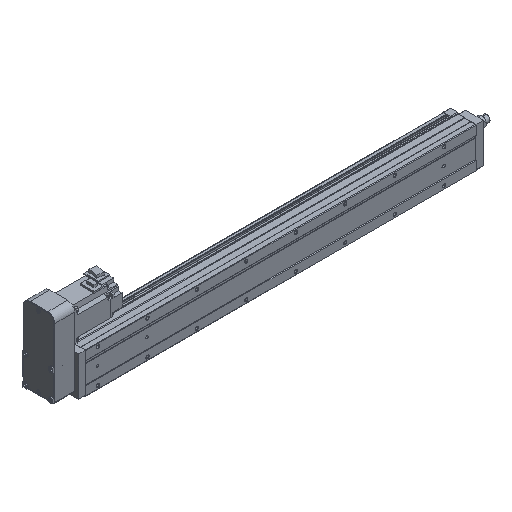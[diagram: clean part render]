
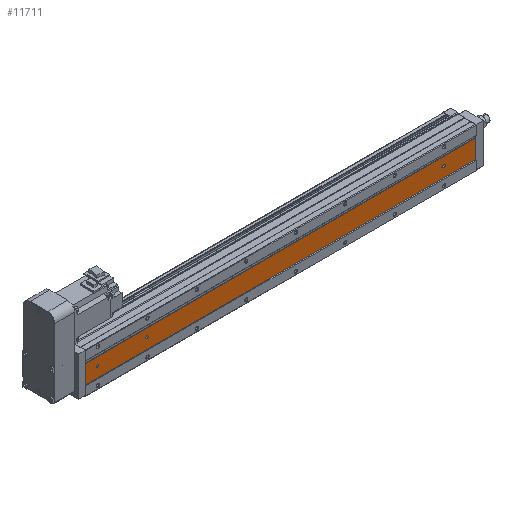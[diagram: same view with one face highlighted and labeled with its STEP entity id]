
A CAD part, isometric view. The second image highlights one B-rep face of the part: STEP entity #11711.
In plain terms, the highlighted planar face has unit normal (0, -1, 0).
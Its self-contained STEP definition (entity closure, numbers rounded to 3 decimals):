
#526 = CIRCLE ( 'NONE', #22896, 2.5 ) ;
#968 = EDGE_CURVE ( 'NONE', #27208, #22764, #14263, .T. ) ;
#995 = DIRECTION ( 'NONE',  ( 0., -1., 0. ) ) ;
#1000 = VERTEX_POINT ( 'NONE', #14843 ) ;
#1028 = CARTESIAN_POINT ( 'NONE',  ( 25., 1., 0. ) ) ;
#1290 = CARTESIAN_POINT ( 'NONE',  ( 125., 1., 0. ) ) ;
#1389 = DIRECTION ( 'NONE',  ( 0., 1., 0. ) ) ;
#1397 = VERTEX_POINT ( 'NONE', #22837 ) ;
#1669 = CARTESIAN_POINT ( 'NONE',  ( 790., 1., 16.4 ) ) ;
#1913 = CARTESIAN_POINT ( 'NONE',  ( 724., 1., 0. ) ) ;
#2453 = VERTEX_POINT ( 'NONE', #6602 ) ;
#2530 = VERTEX_POINT ( 'NONE', #21748 ) ;
#2702 = DIRECTION ( 'NONE',  ( 0., -1., 0. ) ) ;
#2840 = ORIENTED_EDGE ( 'NONE', *, *, #19537, .F. ) ;
#3418 = EDGE_CURVE ( 'NONE', #4552, #2453, #17638, .T. ) ;
#3750 = EDGE_CURVE ( 'NONE', #4552, #27208, #25635, .T. ) ;
#3813 = FACE_OUTER_BOUND ( 'NONE', #8780, .T. ) ;
#3918 = ORIENTED_EDGE ( 'NONE', *, *, #10026, .F. ) ;
#4272 = CARTESIAN_POINT ( 'NONE',  ( 125., 1., 2.5 ) ) ;
#4493 = DIRECTION ( 'NONE',  ( 1., 0., 0. ) ) ;
#4552 = VERTEX_POINT ( 'NONE', #23278 ) ;
#4794 = AXIS2_PLACEMENT_3D ( 'NONE', #1028, #12014, #14149 ) ;
#5234 = DIRECTION ( 'NONE',  ( 0., 0., 1. ) ) ;
#5397 = CARTESIAN_POINT ( 'NONE',  ( 790., 1., -2.5 ) ) ;
#5658 = LINE ( 'NONE', #5397, #25348 ) ;
#5815 = DIRECTION ( 'NONE',  ( 1., 0., 0. ) ) ;
#6290 = CIRCLE ( 'NONE', #22257, 2.5 ) ;
#6475 = DIRECTION ( 'NONE',  ( 0., 0., -1. ) ) ;
#6602 = CARTESIAN_POINT ( 'NONE',  ( 0., 1., 16.4 ) ) ;
#6650 = ORIENTED_EDGE ( 'NONE', *, *, #23801, .F. ) ;
#7146 = AXIS2_PLACEMENT_3D ( 'NONE', #9119, #2702, #15255 ) ;
#7241 = CARTESIAN_POINT ( 'NONE',  ( 790., 1., 2.5 ) ) ;
#7444 = ORIENTED_EDGE ( 'NONE', *, *, #12005, .F. ) ;
#7673 = CARTESIAN_POINT ( 'NONE',  ( 724., 1., 2.5 ) ) ;
#7812 = FACE_BOUND ( 'NONE', #10627, .T. ) ;
#8780 = EDGE_LOOP ( 'NONE', ( #11947, #27546, #14485, #11123 ) ) ;
#9119 = CARTESIAN_POINT ( 'NONE',  ( 25., 1., 0. ) ) ;
#9657 = CARTESIAN_POINT ( 'NONE',  ( 726., 1., 0. ) ) ;
#9947 = CARTESIAN_POINT ( 'NONE',  ( 125., 1., 0. ) ) ;
#10026 = EDGE_CURVE ( 'NONE', #13876, #14822, #5658, .T. ) ;
#10081 = VERTEX_POINT ( 'NONE', #7673 ) ;
#10396 = DIRECTION ( 'NONE',  ( 0., 0., -1. ) ) ;
#10627 = EDGE_LOOP ( 'NONE', ( #24276, #6650 ) ) ;
#10635 = EDGE_LOOP ( 'NONE', ( #3918, #22184, #17099, #2840 ) ) ;
#11072 = CARTESIAN_POINT ( 'NONE',  ( 726., 1., -2.5 ) ) ;
#11123 = ORIENTED_EDGE ( 'NONE', *, *, #3418, .T. ) ;
#11205 = CARTESIAN_POINT ( 'NONE',  ( 790., 1., -21. ) ) ;
#11711 = ADVANCED_FACE ( 'NONE', ( #3813, #26193, #26067, #7812 ), #15185, .F. ) ;
#11713 = CIRCLE ( 'NONE', #7146, 2.5 ) ;
#11864 = DIRECTION ( 'NONE',  ( -1., 0., 0. ) ) ;
#11947 = ORIENTED_EDGE ( 'NONE', *, *, #17941, .T. ) ;
#12005 = EDGE_CURVE ( 'NONE', #1397, #17646, #16632, .T. ) ;
#12014 = DIRECTION ( 'NONE',  ( 0., -1., 0. ) ) ;
#12068 = CIRCLE ( 'NONE', #21649, 2.5 ) ;
#12444 = EDGE_CURVE ( 'NONE', #1000, #25162, #14833, .T. ) ;
#13105 = VECTOR ( 'NONE', #22508, 1000. ) ;
#13366 = LINE ( 'NONE', #7241, #13105 ) ;
#13507 = VECTOR ( 'NONE', #6475, 1000. ) ;
#13876 = VERTEX_POINT ( 'NONE', #25076 ) ;
#14149 = DIRECTION ( 'NONE',  ( 0., 0., 1. ) ) ;
#14263 = LINE ( 'NONE', #24860, #28183 ) ;
#14485 = ORIENTED_EDGE ( 'NONE', *, *, #3750, .F. ) ;
#14822 = VERTEX_POINT ( 'NONE', #11072 ) ;
#14833 = CIRCLE ( 'NONE', #23944, 2.5 ) ;
#14843 = CARTESIAN_POINT ( 'NONE',  ( 125., 1., -2.5 ) ) ;
#15185 = PLANE ( 'NONE',  #18592 ) ;
#15208 = EDGE_CURVE ( 'NONE', #10081, #13876, #12068, .T. ) ;
#15255 = DIRECTION ( 'NONE',  ( 0., 0., 1. ) ) ;
#15881 = CARTESIAN_POINT ( 'NONE',  ( 0., 1., -21. ) ) ;
#16054 = EDGE_LOOP ( 'NONE', ( #19108, #7444 ) ) ;
#16421 = DIRECTION ( 'NONE',  ( 0., 0., 1. ) ) ;
#16632 = CIRCLE ( 'NONE', #4794, 2.5 ) ;
#17099 = ORIENTED_EDGE ( 'NONE', *, *, #23729, .F. ) ;
#17638 = LINE ( 'NONE', #26377, #23063 ) ;
#17646 = VERTEX_POINT ( 'NONE', #19137 ) ;
#17941 = EDGE_CURVE ( 'NONE', #2453, #22764, #23259, .T. ) ;
#18085 = DIRECTION ( 'NONE',  ( 0., -1., 0. ) ) ;
#18592 = AXIS2_PLACEMENT_3D ( 'NONE', #1669, #1389, #4493 ) ;
#19108 = ORIENTED_EDGE ( 'NONE', *, *, #23231, .F. ) ;
#19137 = CARTESIAN_POINT ( 'NONE',  ( 25., 1., -2.5 ) ) ;
#19234 = CARTESIAN_POINT ( 'NONE',  ( 0., 1., 16.4 ) ) ;
#19537 = EDGE_CURVE ( 'NONE', #14822, #2530, #526, .T. ) ;
#19916 = DIRECTION ( 'NONE',  ( -1., 0., 0. ) ) ;
#20205 = DIRECTION ( 'NONE',  ( 0., -1., 0. ) ) ;
#21095 = VECTOR ( 'NONE', #10396, 1000. ) ;
#21649 = AXIS2_PLACEMENT_3D ( 'NONE', #1913, #26197, #28223 ) ;
#21748 = CARTESIAN_POINT ( 'NONE',  ( 726., 1., 2.5 ) ) ;
#22184 = ORIENTED_EDGE ( 'NONE', *, *, #15208, .F. ) ;
#22257 = AXIS2_PLACEMENT_3D ( 'NONE', #9947, #20205, #26961 ) ;
#22508 = DIRECTION ( 'NONE',  ( -1., 0., 0. ) ) ;
#22764 = VERTEX_POINT ( 'NONE', #15881 ) ;
#22837 = CARTESIAN_POINT ( 'NONE',  ( 25., 1., 2.5 ) ) ;
#22896 = AXIS2_PLACEMENT_3D ( 'NONE', #9657, #18085, #5234 ) ;
#23063 = VECTOR ( 'NONE', #19916, 1000. ) ;
#23231 = EDGE_CURVE ( 'NONE', #17646, #1397, #11713, .T. ) ;
#23259 = LINE ( 'NONE', #19234, #21095 ) ;
#23278 = CARTESIAN_POINT ( 'NONE',  ( 790., 1., 16.4 ) ) ;
#23729 = EDGE_CURVE ( 'NONE', #2530, #10081, #13366, .T. ) ;
#23763 = CARTESIAN_POINT ( 'NONE',  ( 790., 1., 16.4 ) ) ;
#23801 = EDGE_CURVE ( 'NONE', #25162, #1000, #6290, .T. ) ;
#23944 = AXIS2_PLACEMENT_3D ( 'NONE', #1290, #995, #16421 ) ;
#24276 = ORIENTED_EDGE ( 'NONE', *, *, #12444, .F. ) ;
#24860 = CARTESIAN_POINT ( 'NONE',  ( 790., 1., -21. ) ) ;
#25076 = CARTESIAN_POINT ( 'NONE',  ( 724., 1., -2.5 ) ) ;
#25162 = VERTEX_POINT ( 'NONE', #4272 ) ;
#25348 = VECTOR ( 'NONE', #5815, 1000. ) ;
#25635 = LINE ( 'NONE', #23763, #13507 ) ;
#26067 = FACE_BOUND ( 'NONE', #16054, .T. ) ;
#26193 = FACE_BOUND ( 'NONE', #10635, .T. ) ;
#26197 = DIRECTION ( 'NONE',  ( 0., -1., 0. ) ) ;
#26377 = CARTESIAN_POINT ( 'NONE',  ( 790., 1., 16.4 ) ) ;
#26961 = DIRECTION ( 'NONE',  ( 0., 0., 1. ) ) ;
#27208 = VERTEX_POINT ( 'NONE', #11205 ) ;
#27546 = ORIENTED_EDGE ( 'NONE', *, *, #968, .F. ) ;
#28183 = VECTOR ( 'NONE', #11864, 1000. ) ;
#28223 = DIRECTION ( 'NONE',  ( 0., 0., 1. ) ) ;
